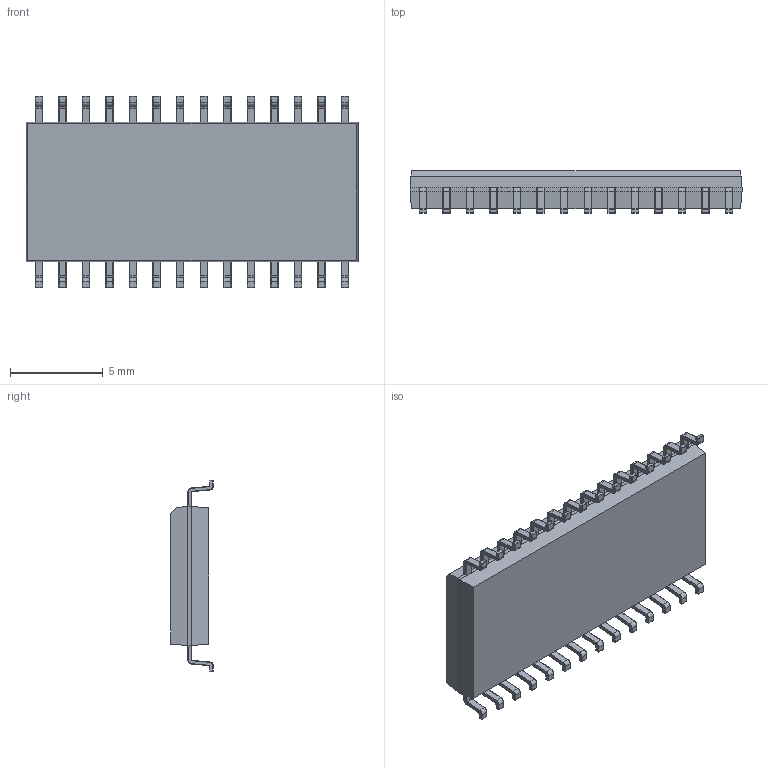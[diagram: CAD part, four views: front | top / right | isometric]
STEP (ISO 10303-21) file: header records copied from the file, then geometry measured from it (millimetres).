
FILE_DESCRIPTION (( 'STEP AP214' ), '1' );
FILE_NAME ('Package_SOIC-28_7.STEP', '2018-07-01T19:17:44', ( '' ), ( '' ), 'SwSTEP 2.0', 'SolidWorks 2018', '' );
FILE_SCHEMA (( 'AUTOMOTIVE_DESIGN' ));
Length unit declared in the file: millimetre
Products named in the file (1): Package_SOIC-28_7
Bounding box: 17.9 x 2.3 x 10.3 mm (x, y, z)
Volume: 284.4 mm3; surface area: 563.9 mm2
Topology: 15 solids, 15 shells, 1054 faces, 2389 edges, 1254 vertices
Faces by surface type: cylinder 506, torus 224, plane 212, sphere 112
Entity records: 28374 total; most frequent: DIRECTION 5623, CARTESIAN_POINT 4586, ORIENTED_EDGE 4554, AXIS2_PLACEMENT_3D 2291, EDGE_CURVE 2277, VERTEX_POINT 1254, CIRCLE 1236, EDGE_LOOP 1055
